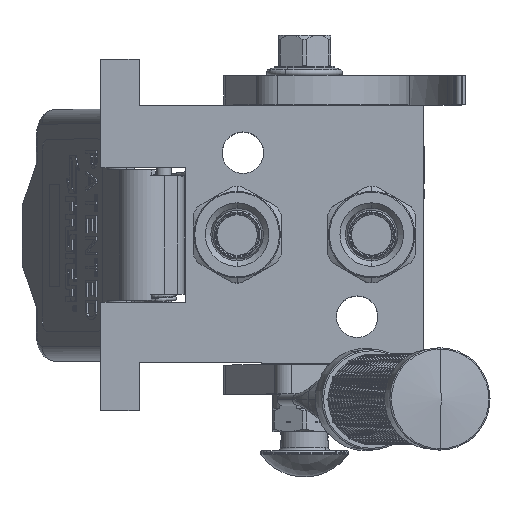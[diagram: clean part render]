
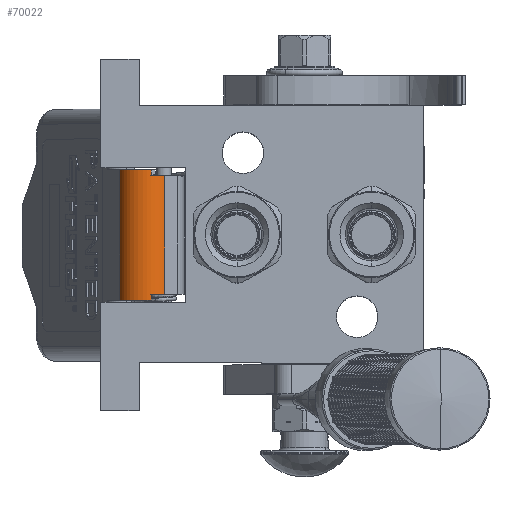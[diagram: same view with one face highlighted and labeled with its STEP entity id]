
A CAD part, top view. The second image highlights one B-rep face of the part: STEP entity #70022.
In plain terms, the highlighted cylindrical face has radius 9.5 mm (diameter 19 mm), a partial arc.
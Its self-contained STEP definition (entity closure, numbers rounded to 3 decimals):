
#3615 = EDGE_CURVE ( 'NONE', #113495, #50018, #31761, .T. ) ;
#5533 = CARTESIAN_POINT ( 'NONE',  ( -22.25, -1.5, -47.5 ) ) ;
#6680 = ORIENTED_EDGE ( 'NONE', *, *, #171451, .F. ) ;
#12265 = LINE ( 'NONE', #111965, #171266 ) ;
#12756 = DIRECTION ( 'NONE',  ( 0., -0.385, -0.923 ) ) ;
#18252 = CARTESIAN_POINT ( 'NONE',  ( -20.25, -5.154, -56.269 ) ) ;
#18354 = DIRECTION ( 'NONE',  ( 1., 0., 0. ) ) ;
#20701 = DIRECTION ( 'NONE',  ( 1., 0., 0. ) ) ;
#24950 = DIRECTION ( 'NONE',  ( 1., 0., 0. ) ) ;
#24974 = EDGE_CURVE ( 'NONE', #113495, #136319, #95520, .T. ) ;
#26157 = ORIENTED_EDGE ( 'NONE', *, *, #176366, .T. ) ;
#31761 = CIRCLE ( 'NONE', #91957, 9.5 ) ;
#33017 = VERTEX_POINT ( 'NONE', #123367 ) ;
#35723 = ORIENTED_EDGE ( 'NONE', *, *, #91424, .T. ) ;
#41873 = CARTESIAN_POINT ( 'NONE',  ( -20.25, 0., -56.881 ) ) ;
#50018 = VERTEX_POINT ( 'NONE', #41873 ) ;
#52901 = VERTEX_POINT ( 'NONE', #65817 ) ;
#53908 = CIRCLE ( 'NONE', #62581, 9.5 ) ;
#54240 = CARTESIAN_POINT ( 'NONE',  ( -20.25, -1.5, -47.5 ) ) ;
#55993 = DIRECTION ( 'NONE',  ( 1., 0., 0. ) ) ;
#57548 = DIRECTION ( 'NONE',  ( 0., -0.385, -0.923 ) ) ;
#57608 = CARTESIAN_POINT ( 'NONE',  ( -20.25, -5.154, -56.269 ) ) ;
#62581 = AXIS2_PLACEMENT_3D ( 'NONE', #128158, #142162, #57548 ) ;
#63950 = VERTEX_POINT ( 'NONE', #177856 ) ;
#65817 = CARTESIAN_POINT ( 'NONE',  ( 22.25, 8., -47.5 ) ) ;
#67209 = VECTOR ( 'NONE', #69201, 1000. ) ;
#69201 = DIRECTION ( 'NONE',  ( 1., 0., 0. ) ) ;
#70022 = ADVANCED_FACE ( 'NONE', ( #131553 ), #127191, .T. ) ;
#72823 = VECTOR ( 'NONE', #116478, 1000. ) ;
#76215 = CARTESIAN_POINT ( 'NONE',  ( 22.25, -1.5, -47.5 ) ) ;
#79315 = LINE ( 'NONE', #87304, #72823 ) ;
#85152 = AXIS2_PLACEMENT_3D ( 'NONE', #5533, #18354, #145031 ) ;
#87304 = CARTESIAN_POINT ( 'NONE',  ( -22.25, 0., -56.881 ) ) ;
#89448 = DIRECTION ( 'NONE',  ( 1., 0., 0. ) ) ;
#90439 = AXIS2_PLACEMENT_3D ( 'NONE', #76215, #20701, #102361 ) ;
#91424 = EDGE_CURVE ( 'NONE', #33017, #63950, #147755, .T. ) ;
#91510 = ORIENTED_EDGE ( 'NONE', *, *, #144290, .F. ) ;
#91957 = AXIS2_PLACEMENT_3D ( 'NONE', #54240, #24950, #12756 ) ;
#95520 = LINE ( 'NONE', #57608, #67209 ) ;
#100277 = LINE ( 'NONE', #132598, #176444 ) ;
#102361 = DIRECTION ( 'NONE',  ( 0., 0.158, -0.987 ) ) ;
#103826 = EDGE_CURVE ( 'NONE', #116804, #52901, #138892, .T. ) ;
#105625 = EDGE_LOOP ( 'NONE', ( #138535, #170104, #173387, #35723, #26157, #167786, #6680, #91510 ) ) ;
#111965 = CARTESIAN_POINT ( 'NONE',  ( -22.25, 8., -47.5 ) ) ;
#113495 = VERTEX_POINT ( 'NONE', #18252 ) ;
#116478 = DIRECTION ( 'NONE',  ( 1., 0., 0. ) ) ;
#116804 = VERTEX_POINT ( 'NONE', #174613 ) ;
#123367 = CARTESIAN_POINT ( 'NONE',  ( -22.25, 0., -56.881 ) ) ;
#127191 = CYLINDRICAL_SURFACE ( 'NONE', #177658, 9.5 ) ;
#128158 = CARTESIAN_POINT ( 'NONE',  ( 20.25, -1.5, -47.5 ) ) ;
#129512 = DIRECTION ( 'NONE',  ( -1., 0., 0. ) ) ;
#131553 = FACE_OUTER_BOUND ( 'NONE', #105625, .T. ) ;
#132598 = CARTESIAN_POINT ( 'NONE',  ( 20.25, 0., -56.881 ) ) ;
#136319 = VERTEX_POINT ( 'NONE', #172956 ) ;
#138535 = ORIENTED_EDGE ( 'NONE', *, *, #24974, .F. ) ;
#138892 = CIRCLE ( 'NONE', #90439, 9.5 ) ;
#142162 = DIRECTION ( 'NONE',  ( 1., 0., 0. ) ) ;
#142321 = DIRECTION ( 'NONE',  ( 0., -1., 0. ) ) ;
#144290 = EDGE_CURVE ( 'NONE', #136319, #148155, #53908, .T. ) ;
#145031 = DIRECTION ( 'NONE',  ( 0., 0.158, -0.987 ) ) ;
#147755 = CIRCLE ( 'NONE', #85152, 9.5 ) ;
#148155 = VERTEX_POINT ( 'NONE', #160295 ) ;
#156833 = CARTESIAN_POINT ( 'NONE',  ( -22.25, -1.5, -47.5 ) ) ;
#160295 = CARTESIAN_POINT ( 'NONE',  ( 20.25, 0., -56.881 ) ) ;
#167786 = ORIENTED_EDGE ( 'NONE', *, *, #103826, .F. ) ;
#170104 = ORIENTED_EDGE ( 'NONE', *, *, #3615, .T. ) ;
#171266 = VECTOR ( 'NONE', #55993, 1000. ) ;
#171451 = EDGE_CURVE ( 'NONE', #148155, #116804, #100277, .T. ) ;
#172956 = CARTESIAN_POINT ( 'NONE',  ( 20.25, -5.154, -56.269 ) ) ;
#173387 = ORIENTED_EDGE ( 'NONE', *, *, #179730, .F. ) ;
#174613 = CARTESIAN_POINT ( 'NONE',  ( 22.25, 0., -56.881 ) ) ;
#176366 = EDGE_CURVE ( 'NONE', #63950, #52901, #12265, .T. ) ;
#176444 = VECTOR ( 'NONE', #89448, 1000. ) ;
#177658 = AXIS2_PLACEMENT_3D ( 'NONE', #156833, #129512, #142321 ) ;
#177856 = CARTESIAN_POINT ( 'NONE',  ( -22.25, 8., -47.5 ) ) ;
#179730 = EDGE_CURVE ( 'NONE', #33017, #50018, #79315, .T. ) ;
